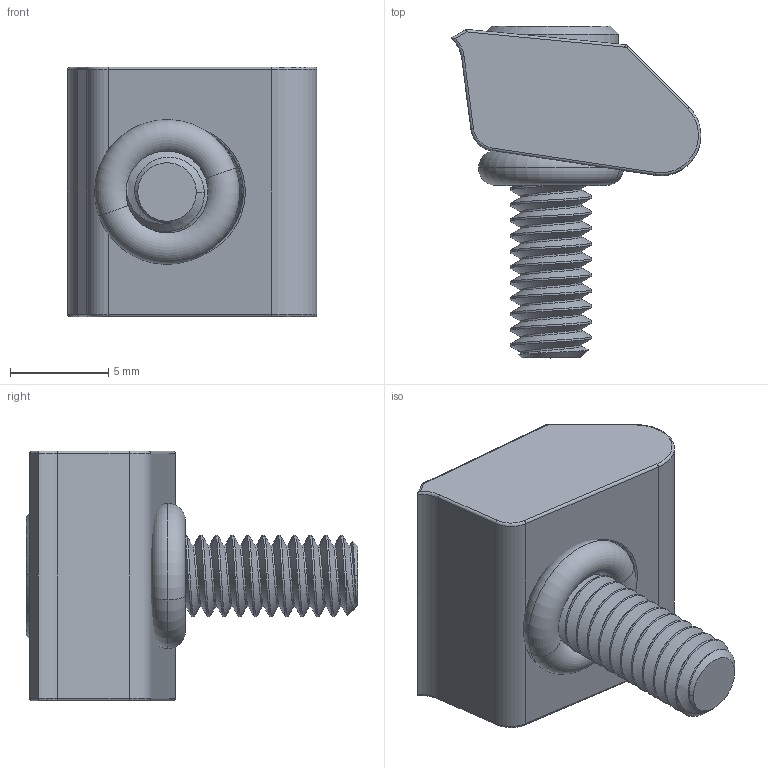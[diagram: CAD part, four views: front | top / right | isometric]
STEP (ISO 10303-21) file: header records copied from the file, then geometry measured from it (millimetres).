
FILE_DESCRIPTION (( 'STEP AP214' ), '1' );
FILE_NAME ('26020.STEP', '2016-07-06T16:44:16', ( 'Mike W' ), ( '' ), 'SwSTEP 2.0', 'SolidWorks 2016', '' );
FILE_SCHEMA (( 'AUTOMOTIVE_DESIGN' ));
Length unit declared in the file: millimetre
Products named in the file (4): 26020; 83212 SHCS_83212 SHCS; 007 O-RING_007 O-RING; 260201_260301
Assembly tree (3 placements, depth 2):
  26020
    260201_260301
    007 O-RING_007 O-RING
    83212 SHCS_83212 SHCS
Bounding box: 12.7 x 16.87 x 12.7 mm (x, y, z)
Volume: 904.8 mm3; surface area: 1171.5 mm2
Topology: 3 solids, 3 shells, 174 faces, 437 edges, 267 vertices
Faces by surface type: cylinder 94, bspline 25, plane 22, torus 18, cone 13, sphere 2
Entity records: 8850 total; most frequent: CARTESIAN_POINT 5108, ORIENTED_EDGE 866, DIRECTION 667, EDGE_CURVE 433, AXIS2_PLACEMENT_3D 267, VERTEX_POINT 265, EDGE_LOOP 178, FACE_OUTER_BOUND 174
